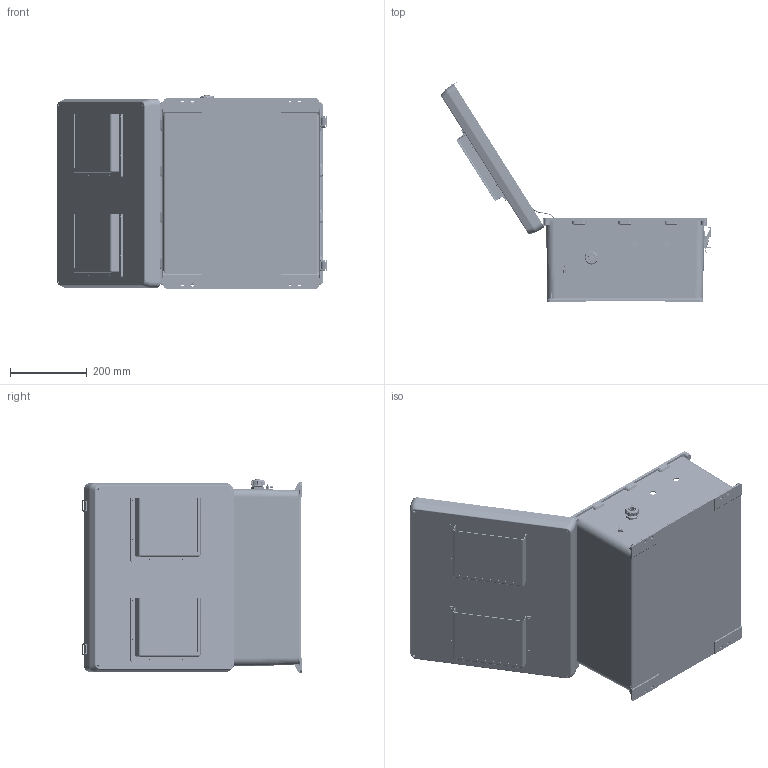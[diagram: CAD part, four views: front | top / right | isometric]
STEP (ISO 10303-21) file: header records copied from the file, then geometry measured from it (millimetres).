
FILE_DESCRIPTION (( 'STEP AP214' ), '1' );
FILE_NAME ('TEF181608-40F.STEP', '2019-05-10T12:34:41', ( '' ), ( '' ), 'SwSTEP 2.0', 'SolidWorks 2018', '' );
FILE_SCHEMA (( 'AUTOMOTIVE_DESIGN' ));
Length unit declared in the file: inch
Products named in the file (28): 10-32 NEMA PLATE SCREW; Fan Screen-120x120 ALUM; XF513-01; FanWire-18-40F; XFW-0002; XCT-0005; X-ASSY-HYP218-2; XFS-0017; XFN-0002; XC-0003; XFN-0003; XM220-01-UL; XFS-0065; NB181608-Box; XFN-0005; XCT-0010; XMH-0002; NB181608-Hinge; NB181608-Lid-Vented; NB181608-DoorClasp-1; XFS-0026; XF903-01; NB181608-DoorClasp-2; XFW-0004; XF685-01; TEF181608-40F; NEMA_18_GroundWire; XCT-0011
Assembly tree (50 placements, depth 2):
  TEF181608-40F
    NB181608-Box
    NB181608-Hinge  x2
    NB181608-Lid-Vented
    NB181608-DoorClasp-1  x2
    NB181608-DoorClasp-2  x2
    XF685-01
    10-32 NEMA PLATE SCREW  x4
    XFS-0017  x3
    XCT-0011
    XCT-0010
    XFN-0003  x2
    XC-0003
    XCT-0005
    XFW-0002
    XFS-0026
    XF513-01
    XFS-0065
    XFW-0004  x2
    XFN-0005
    XM220-01-UL  x2
    XFN-0002  x8
    Fan Screen-120x120 ALUM  x2
    XMH-0002  x2
    FanWire-18-40F
    XF903-01  x4
    NEMA_18_GroundWire
    X-ASSY-HYP218-2
Bounding box: 703.32 x 571.16 x 502.84 mm (x, y, z)
Volume: 4048084.3 mm3; surface area: 2550523.1 mm2
Topology: 59 solids, 60 shells, 6048 faces, 15988 edges, 10082 vertices
Faces by surface type: cylinder 2824, plane 1736, cone 935, torus 365, bspline 184, sphere 4
Entity records: 158143 total; most frequent: CARTESIAN_POINT 49495, ORIENTED_EDGE 19738, DIRECTION 19065, EDGE_CURVE 9869, AXIS2_PLACEMENT_3D 7195, VERTEX_POINT 6239, EDGE_LOOP 4806, LINE 4675
